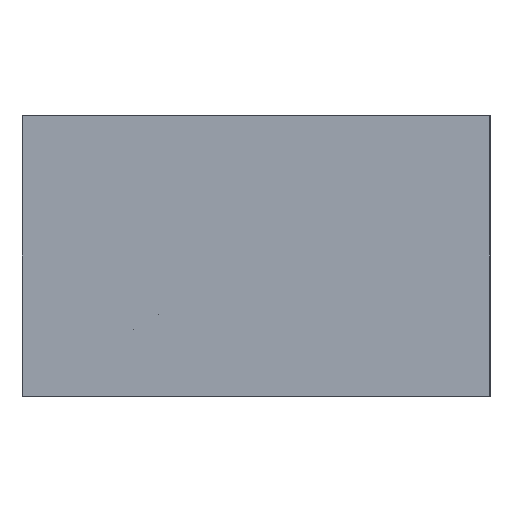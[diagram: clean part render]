
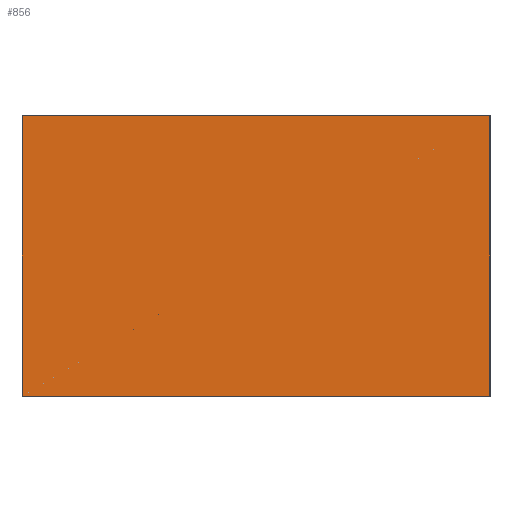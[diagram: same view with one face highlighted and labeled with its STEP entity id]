
A CAD part, left-side view. The second image highlights one B-rep face of the part: STEP entity #856.
In plain terms, the highlighted planar face has unit normal (-1, 0, 0).
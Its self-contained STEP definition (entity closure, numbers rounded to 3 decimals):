
#33=LINE($,#2316,#81);
#39=LINE($,#2328,#87);
#78=LINE($,#2429,#126);
#79=LINE($,#2430,#127);
#81=VECTOR($,#1021,12.);
#87=VECTOR($,#1029,12.);
#126=VECTOR($,#1128,20.);
#127=VECTOR($,#1129,20.);
#147=PLANE($,#933);
#245=FACE_OUTER_BOUND($,#303,.T.);
#303=EDGE_LOOP($,(#724,#725,#726,#727));
#374=VERTEX_POINT($,#2312);
#376=VERTEX_POINT($,#2315);
#379=VERTEX_POINT($,#2322);
#381=VERTEX_POINT($,#2326);
#471=EDGE_CURVE($,#374,#376,#33,.T.);
#477=EDGE_CURVE($,#379,#381,#39,.T.);
#524=EDGE_CURVE($,#379,#374,#78,.T.);
#525=EDGE_CURVE($,#376,#381,#79,.T.);
#724=ORIENTED_EDGE($,*,*,#524,.F.);
#725=ORIENTED_EDGE($,*,*,#477,.T.);
#726=ORIENTED_EDGE($,*,*,#525,.F.);
#727=ORIENTED_EDGE($,*,*,#471,.F.);
#856=ADVANCED_FACE($,(#245),#147,.T.);
#933=AXIS2_PLACEMENT_3D($,#2428,#1126,#1127);
#1021=DIRECTION($,(0.,0.,1.));
#1029=DIRECTION($,(0.,0.,1.));
#1126=DIRECTION('center_axis',(-1.,0.,0.));
#1127=DIRECTION('ref_axis',(0.,-1.,0.));
#1128=DIRECTION($,(0.,1.,0.));
#1129=DIRECTION($,(0.,-1.,0.));
#2312=CARTESIAN_POINT('',(-17.,10.,0.));
#2315=CARTESIAN_POINT('',(-17.,10.,12.));
#2316=CARTESIAN_POINT($,(-17.,10.,0.));
#2322=CARTESIAN_POINT('',(-17.,-10.,0.));
#2326=CARTESIAN_POINT('',(-17.,-10.,12.));
#2328=CARTESIAN_POINT($,(-17.,-10.,0.));
#2428=CARTESIAN_POINT('Origin',(-17.,10.,0.));
#2429=CARTESIAN_POINT($,(-17.,-10.,0.));
#2430=CARTESIAN_POINT($,(-17.,-10.,12.));
